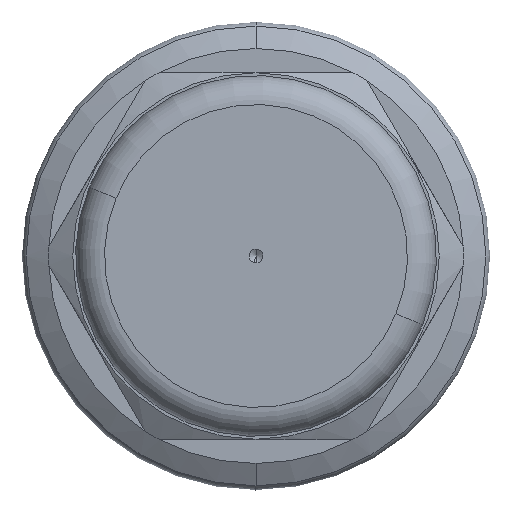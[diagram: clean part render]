
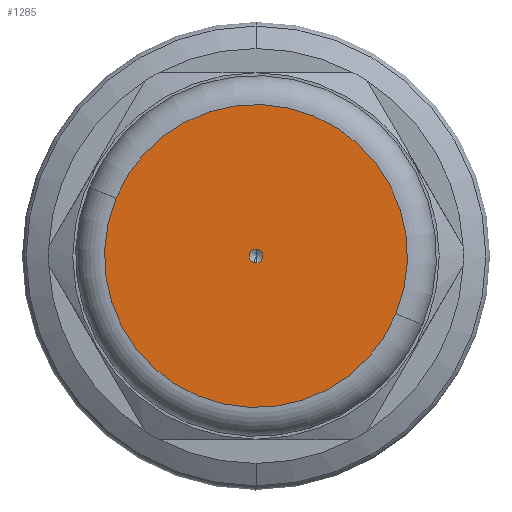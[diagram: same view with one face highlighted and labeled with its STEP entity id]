
A CAD part, left-side view. The second image highlights one B-rep face of the part: STEP entity #1285.
In plain terms, the highlighted planar face has unit normal (-1, 0, 0).
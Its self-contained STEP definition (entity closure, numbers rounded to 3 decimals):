
#459 = AXIS2_PLACEMENT_3D ( 'NONE', #6549, #3914, #6485 ) ;
#563 = EDGE_CURVE ( 'NONE', #6634, #1143, #5636, .T. ) ;
#1093 = ORIENTED_EDGE ( 'NONE', *, *, #563, .F. ) ;
#1143 = VERTEX_POINT ( 'NONE', #8167 ) ;
#1285 = ADVANCED_FACE ( 'NONE', ( #7129, #4894 ), #4271, .T. ) ;
#1353 = AXIS2_PLACEMENT_3D ( 'NONE', #1867, #3865, #9716 ) ;
#1641 = CIRCLE ( 'NONE', #8877, 13.075 ) ;
#1867 = CARTESIAN_POINT ( 'NONE',  ( -22.1, 0., 0. ) ) ;
#1917 = ORIENTED_EDGE ( 'NONE', *, *, #3598, .F. ) ;
#2052 = CARTESIAN_POINT ( 'NONE',  ( -22.1, -0.555, -0.229 ) ) ;
#2141 = CARTESIAN_POINT ( 'NONE',  ( -22.1, 12.084, 4.993 ) ) ;
#3476 = DIRECTION ( 'NONE',  ( -1., 0., 0. ) ) ;
#3598 = EDGE_CURVE ( 'NONE', #1143, #6634, #1641, .T. ) ;
#3865 = DIRECTION ( 'NONE',  ( 1., 0., 0. ) ) ;
#3914 = DIRECTION ( 'NONE',  ( 1., 0., 0. ) ) ;
#4186 = CIRCLE ( 'NONE', #459, 0.6 ) ;
#4271 = PLANE ( 'NONE',  #6381 ) ;
#4894 = FACE_OUTER_BOUND ( 'NONE', #9771, .T. ) ;
#4914 = CARTESIAN_POINT ( 'NONE',  ( -22.1, 0.555, 0.229 ) ) ;
#5031 = AXIS2_PLACEMENT_3D ( 'NONE', #5173, #5246, #6125 ) ;
#5173 = CARTESIAN_POINT ( 'NONE',  ( -22.1, 0., 0. ) ) ;
#5246 = DIRECTION ( 'NONE',  ( 1., 0., 0. ) ) ;
#5597 = ORIENTED_EDGE ( 'NONE', *, *, #9216, .T. ) ;
#5635 = VERTEX_POINT ( 'NONE', #2052 ) ;
#5636 = CIRCLE ( 'NONE', #5031, 13.075 ) ;
#5748 = ORIENTED_EDGE ( 'NONE', *, *, #9816, .T. ) ;
#5804 = EDGE_LOOP ( 'NONE', ( #5597, #5748 ) ) ;
#6125 = DIRECTION ( 'NONE',  ( 0., -0.924, -0.382 ) ) ;
#6381 = AXIS2_PLACEMENT_3D ( 'NONE', #7575, #3476, #10147 ) ;
#6485 = DIRECTION ( 'NONE',  ( 0., -0.924, -0.382 ) ) ;
#6549 = CARTESIAN_POINT ( 'NONE',  ( -22.1, 0., 0. ) ) ;
#6634 = VERTEX_POINT ( 'NONE', #2141 ) ;
#6688 = DIRECTION ( 'NONE',  ( 1., 0., 0. ) ) ;
#6952 = CIRCLE ( 'NONE', #1353, 0.6 ) ;
#7129 = FACE_BOUND ( 'NONE', #5804, .T. ) ;
#7575 = CARTESIAN_POINT ( 'NONE',  ( -22.1, -0.555, -0.229 ) ) ;
#8167 = CARTESIAN_POINT ( 'NONE',  ( -22.1, -12.084, -4.993 ) ) ;
#8305 = CARTESIAN_POINT ( 'NONE',  ( -22.1, 0., 0. ) ) ;
#8553 = VERTEX_POINT ( 'NONE', #4914 ) ;
#8877 = AXIS2_PLACEMENT_3D ( 'NONE', #8305, #6688, #10045 ) ;
#9216 = EDGE_CURVE ( 'NONE', #5635, #8553, #6952, .T. ) ;
#9716 = DIRECTION ( 'NONE',  ( 0., -0.924, -0.382 ) ) ;
#9771 = EDGE_LOOP ( 'NONE', ( #1917, #1093 ) ) ;
#9816 = EDGE_CURVE ( 'NONE', #8553, #5635, #4186, .T. ) ;
#10045 = DIRECTION ( 'NONE',  ( 0., -0.924, -0.382 ) ) ;
#10147 = DIRECTION ( 'NONE',  ( 0., 0.924, 0.382 ) ) ;
